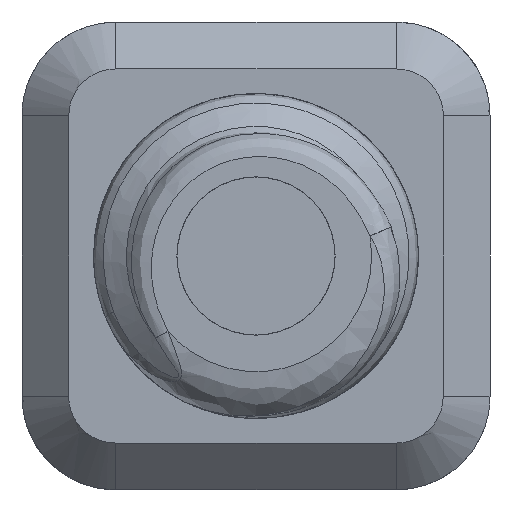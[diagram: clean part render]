
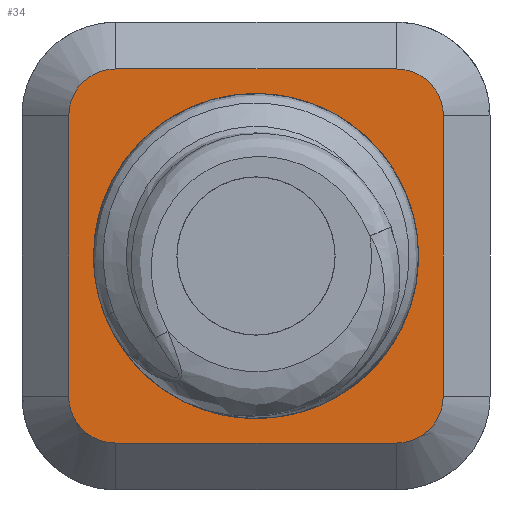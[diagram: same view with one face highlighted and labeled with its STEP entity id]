
A CAD part, front view. The second image highlights one B-rep face of the part: STEP entity #34.
In plain terms, the highlighted planar face has unit normal (0, -1, 0).
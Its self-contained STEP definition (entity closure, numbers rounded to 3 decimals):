
#16=FACE_BOUND('',#140,.T.);
#34=ADVANCED_FACE('',(#86,#16),#780,.T.);
#86=FACE_OUTER_BOUND('',#139,.T.);
#139=EDGE_LOOP('',(#254,#255,#256,#257,#258,#259,#260,#261));
#140=EDGE_LOOP('',(#262,#263,#264,#265,#266,#267));
#254=ORIENTED_EDGE('',*,*,#480,.F.);
#255=ORIENTED_EDGE('',*,*,#525,.F.);
#256=ORIENTED_EDGE('',*,*,#481,.F.);
#257=ORIENTED_EDGE('',*,*,#518,.F.);
#258=ORIENTED_EDGE('',*,*,#482,.F.);
#259=ORIENTED_EDGE('',*,*,#521,.F.);
#260=ORIENTED_EDGE('',*,*,#483,.F.);
#261=ORIENTED_EDGE('',*,*,#530,.F.);
#262=ORIENTED_EDGE('',*,*,#454,.F.);
#263=ORIENTED_EDGE('',*,*,#459,.F.);
#264=ORIENTED_EDGE('',*,*,#484,.F.);
#265=ORIENTED_EDGE('',*,*,#485,.F.);
#266=ORIENTED_EDGE('',*,*,#486,.F.);
#267=ORIENTED_EDGE('',*,*,#487,.F.);
#454=EDGE_CURVE('',#718,#719,#661,.T.);
#459=EDGE_CURVE('',#725,#718,#662,.T.);
#480=EDGE_CURVE('',#752,#750,#605,.T.);
#481=EDGE_CURVE('',#754,#753,#606,.T.);
#482=EDGE_CURVE('',#756,#755,#607,.T.);
#483=EDGE_CURVE('',#751,#757,#608,.T.);
#484=EDGE_CURVE('',#758,#725,#609,.T.);
#485=EDGE_CURVE('',#759,#758,#610,.T.);
#486=EDGE_CURVE('',#760,#759,#611,.T.);
#487=EDGE_CURVE('',#719,#760,#612,.T.);
#518=EDGE_CURVE('',#755,#754,#671,.T.);
#521=EDGE_CURVE('',#757,#756,#674,.T.);
#525=EDGE_CURVE('',#753,#752,#675,.T.);
#530=EDGE_CURVE('',#750,#751,#678,.T.);
#605=B_SPLINE_CURVE_WITH_KNOTS('',1,(#7429,#7430),.UNSPECIFIED.,.F.,.F.,
(2,2),(-6.,0.),.UNSPECIFIED.);
#606=B_SPLINE_CURVE_WITH_KNOTS('',1,(#7431,#7432),.UNSPECIFIED.,.F.,.F.,
(2,2),(-6.008,0.),.UNSPECIFIED.);
#607=B_SPLINE_CURVE_WITH_KNOTS('',1,(#7433,#7434),.UNSPECIFIED.,.F.,.F.,
(2,2),(-6.,0.),.UNSPECIFIED.);
#608=B_SPLINE_CURVE_WITH_KNOTS('',1,(#7435,#7436),.UNSPECIFIED.,.F.,.F.,
(2,2),(-6.008,0.),.UNSPECIFIED.);
#609=B_SPLINE_CURVE_WITH_KNOTS('',3,(#7437,#7438,#7439,#7440,#7441,#7442,
#7443,#7444,#7445,#7446,#7447,#7448),.UNSPECIFIED.,.F.,.F.,(4,2,2,2,2,4),
(-0.003,-0.003,-0.003,-0.002,
-0.001,0.),.UNSPECIFIED.);
#610=B_SPLINE_CURVE_WITH_KNOTS('',3,(#7449,#7450,#7451,#7452,#7453,#7454,
#7455,#7456,#7457,#7458),.UNSPECIFIED.,.F.,.F.,(4,2,2,2,4),(-0.006,
-0.005,-0.004,-0.003,-0.003),
 .UNSPECIFIED.);
#611=B_SPLINE_CURVE_WITH_KNOTS('',3,(#7459,#7460,#7461,#7462,#7463,#7464,
#7465,#7466,#7467,#7468,#7469,#7470),.UNSPECIFIED.,.F.,.F.,(4,2,2,2,2,4),
(-0.002,-0.002,-0.002,-0.001,
-0.001,0.),.UNSPECIFIED.);
#612=B_SPLINE_CURVE_WITH_KNOTS('',1,(#7471,#7472),.UNSPECIFIED.,.F.,.F.,
(2,2),(0.,0.858),.UNSPECIFIED.);
#661=(
BOUNDED_CURVE()
B_SPLINE_CURVE(2,(#7339,#7340,#7341,#7342,#7343),.UNSPECIFIED.,.F.,.F.)
B_SPLINE_CURVE_WITH_KNOTS((3,2,3),(-10.713,-5.356,
0.),.UNSPECIFIED.)
CURVE()
GEOMETRIC_REPRESENTATION_ITEM()
RATIONAL_B_SPLINE_CURVE((1.,0.717,1.,0.717,1.))
REPRESENTATION_ITEM('')
);
#662=(
BOUNDED_CURVE()
B_SPLINE_CURVE(2,(#7386,#7387,#7388),.UNSPECIFIED.,.F.,.F.)
B_SPLINE_CURVE_WITH_KNOTS((3,3),(-1.267,0.),.UNSPECIFIED.)
CURVE()
GEOMETRIC_REPRESENTATION_ITEM()
RATIONAL_B_SPLINE_CURVE((1.,0.983,1.))
REPRESENTATION_ITEM('')
);
#671=(
BOUNDED_CURVE()
B_SPLINE_CURVE(2,(#9285,#9286,#9287),.UNSPECIFIED.,.F.,.F.)
B_SPLINE_CURVE_WITH_KNOTS((3,3),(-1.571,0.),.UNSPECIFIED.)
CURVE()
GEOMETRIC_REPRESENTATION_ITEM()
RATIONAL_B_SPLINE_CURVE((1.,0.707,1.))
REPRESENTATION_ITEM('')
);
#674=(
BOUNDED_CURVE()
B_SPLINE_CURVE(2,(#9294,#9295,#9296),.UNSPECIFIED.,.F.,.F.)
B_SPLINE_CURVE_WITH_KNOTS((3,3),(-1.571,0.),.UNSPECIFIED.)
CURVE()
GEOMETRIC_REPRESENTATION_ITEM()
RATIONAL_B_SPLINE_CURVE((1.,0.707,1.))
REPRESENTATION_ITEM('')
);
#675=(
BOUNDED_CURVE()
B_SPLINE_CURVE(2,(#9303,#9304,#9305),.UNSPECIFIED.,.F.,.F.)
B_SPLINE_CURVE_WITH_KNOTS((3,3),(-1.571,0.),.UNSPECIFIED.)
CURVE()
GEOMETRIC_REPRESENTATION_ITEM()
RATIONAL_B_SPLINE_CURVE((1.,0.707,1.))
REPRESENTATION_ITEM('')
);
#678=(
BOUNDED_CURVE()
B_SPLINE_CURVE(2,(#9316,#9317,#9318),.UNSPECIFIED.,.F.,.F.)
B_SPLINE_CURVE_WITH_KNOTS((3,3),(-1.571,0.),.UNSPECIFIED.)
CURVE()
GEOMETRIC_REPRESENTATION_ITEM()
RATIONAL_B_SPLINE_CURVE((1.,0.707,1.))
REPRESENTATION_ITEM('')
);
#718=VERTEX_POINT('',#7040);
#719=VERTEX_POINT('',#7041);
#725=VERTEX_POINT('',#7047);
#750=VERTEX_POINT('',#7072);
#751=VERTEX_POINT('',#7073);
#752=VERTEX_POINT('',#7074);
#753=VERTEX_POINT('',#7075);
#754=VERTEX_POINT('',#7076);
#755=VERTEX_POINT('',#7077);
#756=VERTEX_POINT('',#7078);
#757=VERTEX_POINT('',#7079);
#758=VERTEX_POINT('',#7080);
#759=VERTEX_POINT('',#7081);
#760=VERTEX_POINT('',#7082);
#780=PLANE('',#850);
#850=AXIS2_PLACEMENT_3D('',#1102,#868,$);
#868=DIRECTION('',(0.,-1.,0.));
#1102=CARTESIAN_POINT('',(-9.793,67.742,-71.476));
#7040=CARTESIAN_POINT('',(-18.073,67.742,-66.675));
#7041=CARTESIAN_POINT('',(-11.131,67.742,-66.875));
#7047=CARTESIAN_POINT('',(-17.844,67.742,-65.436));
#7072=CARTESIAN_POINT('',(-18.603,67.742,-63.675));
#7073=CARTESIAN_POINT('',(-17.603,67.742,-62.675));
#7074=CARTESIAN_POINT('',(-18.603,67.742,-69.675));
#7075=CARTESIAN_POINT('',(-17.603,67.742,-70.675));
#7076=CARTESIAN_POINT('',(-11.595,67.742,-70.675));
#7077=CARTESIAN_POINT('',(-10.595,67.742,-69.675));
#7078=CARTESIAN_POINT('',(-10.595,67.742,-63.675));
#7079=CARTESIAN_POINT('',(-11.595,67.742,-62.675));
#7080=CARTESIAN_POINT('',(-15.203,67.742,-63.459));
#7081=CARTESIAN_POINT('',(-12.702,67.742,-64.656));
#7082=CARTESIAN_POINT('',(-11.989,67.742,-66.875));
#7339=CARTESIAN_POINT('',(-18.073,67.742,-66.675));
#7340=CARTESIAN_POINT('',(-18.073,67.742,-70.05));
#7341=CARTESIAN_POINT('',(-14.699,67.742,-70.147));
#7342=CARTESIAN_POINT('',(-11.325,67.742,-70.244));
#7343=CARTESIAN_POINT('',(-11.131,67.742,-66.875));
#7386=CARTESIAN_POINT('',(-17.844,67.742,-65.436));
#7387=CARTESIAN_POINT('',(-18.073,67.742,-66.034));
#7388=CARTESIAN_POINT('',(-18.073,67.742,-66.675));
#7429=CARTESIAN_POINT('',(-18.603,67.742,-69.675));
#7430=CARTESIAN_POINT('',(-18.603,67.742,-63.675));
#7431=CARTESIAN_POINT('',(-11.595,67.742,-70.675));
#7432=CARTESIAN_POINT('',(-17.603,67.742,-70.675));
#7433=CARTESIAN_POINT('',(-10.595,67.742,-63.675));
#7434=CARTESIAN_POINT('',(-10.595,67.742,-69.675));
#7435=CARTESIAN_POINT('',(-17.603,67.742,-62.675));
#7436=CARTESIAN_POINT('',(-11.595,67.742,-62.675));
#7437=CARTESIAN_POINT('',(-15.203,67.742,-63.459));
#7438=CARTESIAN_POINT('',(-15.35,67.742,-63.463));
#7439=CARTESIAN_POINT('',(-15.494,67.742,-63.481));
#7440=CARTESIAN_POINT('',(-15.78,67.742,-63.54));
#7441=CARTESIAN_POINT('',(-15.921,67.742,-63.582));
#7442=CARTESIAN_POINT('',(-16.328,67.742,-63.735));
#7443=CARTESIAN_POINT('',(-16.583,67.742,-63.876));
#7444=CARTESIAN_POINT('',(-17.047,67.742,-64.23));
#7445=CARTESIAN_POINT('',(-17.251,67.742,-64.438));
#7446=CARTESIAN_POINT('',(-17.6,67.742,-64.908));
#7447=CARTESIAN_POINT('',(-17.739,67.742,-65.162));
#7448=CARTESIAN_POINT('',(-17.844,67.742,-65.436));
#7449=CARTESIAN_POINT('',(-12.702,67.742,-64.656));
#7450=CARTESIAN_POINT('',(-12.844,67.742,-64.459));
#7451=CARTESIAN_POINT('',(-13.009,67.742,-64.285));
#7452=CARTESIAN_POINT('',(-13.38,67.742,-63.98));
#7453=CARTESIAN_POINT('',(-13.589,67.742,-63.851));
#7454=CARTESIAN_POINT('',(-14.023,67.742,-63.649));
#7455=CARTESIAN_POINT('',(-14.253,67.742,-63.573));
#7456=CARTESIAN_POINT('',(-14.726,67.742,-63.475));
#7457=CARTESIAN_POINT('',(-14.963,67.742,-63.454));
#7458=CARTESIAN_POINT('',(-15.203,67.742,-63.459));
#7459=CARTESIAN_POINT('',(-11.989,67.742,-66.875));
#7460=CARTESIAN_POINT('',(-11.99,67.742,-66.775));
#7461=CARTESIAN_POINT('',(-11.989,67.742,-66.676));
#7462=CARTESIAN_POINT('',(-11.995,67.742,-66.477));
#7463=CARTESIAN_POINT('',(-12.003,67.742,-66.377));
#7464=CARTESIAN_POINT('',(-12.041,67.742,-66.082));
#7465=CARTESIAN_POINT('',(-12.085,67.742,-65.89));
#7466=CARTESIAN_POINT('',(-12.208,67.742,-65.516));
#7467=CARTESIAN_POINT('',(-12.288,67.742,-65.332));
#7468=CARTESIAN_POINT('',(-12.476,67.742,-64.983));
#7469=CARTESIAN_POINT('',(-12.585,67.742,-64.817));
#7470=CARTESIAN_POINT('',(-12.702,67.742,-64.656));
#7471=CARTESIAN_POINT('',(-11.131,67.742,-66.875));
#7472=CARTESIAN_POINT('',(-11.989,67.742,-66.875));
#9285=CARTESIAN_POINT('',(-10.595,67.742,-69.675));
#9286=CARTESIAN_POINT('',(-10.595,67.742,-70.675));
#9287=CARTESIAN_POINT('',(-11.595,67.742,-70.675));
#9294=CARTESIAN_POINT('',(-11.595,67.742,-62.675));
#9295=CARTESIAN_POINT('',(-10.595,67.742,-62.675));
#9296=CARTESIAN_POINT('',(-10.595,67.742,-63.675));
#9303=CARTESIAN_POINT('',(-17.603,67.742,-70.675));
#9304=CARTESIAN_POINT('',(-18.603,67.742,-70.675));
#9305=CARTESIAN_POINT('',(-18.603,67.742,-69.675));
#9316=CARTESIAN_POINT('',(-18.603,67.742,-63.675));
#9317=CARTESIAN_POINT('',(-18.603,67.742,-62.675));
#9318=CARTESIAN_POINT('',(-17.603,67.742,-62.675));
